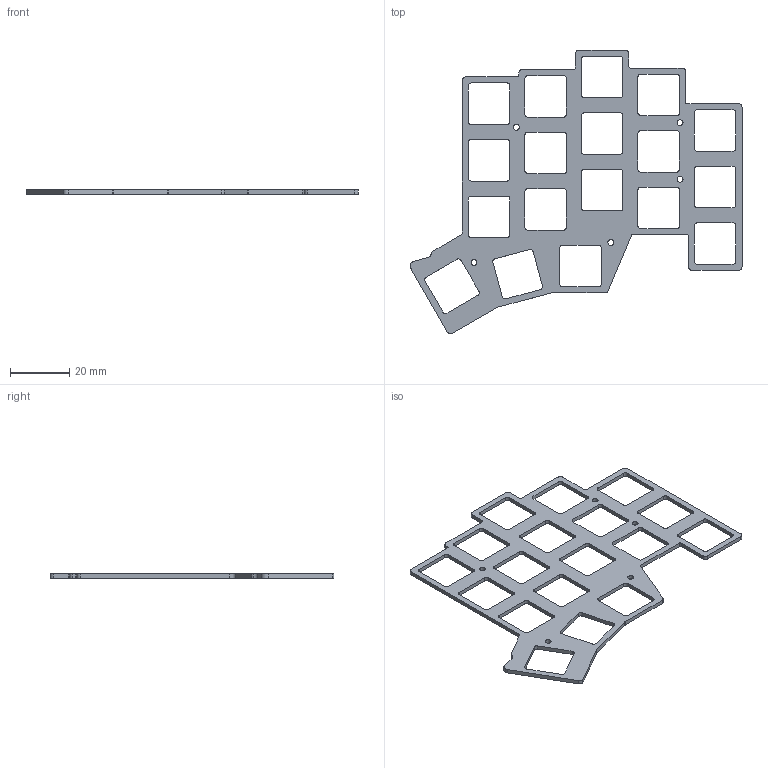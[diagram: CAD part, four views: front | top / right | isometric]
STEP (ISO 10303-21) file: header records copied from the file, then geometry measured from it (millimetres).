
FILE_DESCRIPTION(/* description */ (''),/* implementation_level */ '2;1');
FILE_NAME(/* name */ 'Kiwi 36 MX Switch Plate Right',/* time_stamp */ '2024-10-03T09:21:45+13:00',/* author */ (''),/* organization */ (''),/* preprocessor_version */ 'ST-DEVELOPER v16.5',/* originating_system */ 'Rhino 7.37',/* authorisation */ '');
FILE_SCHEMA (('AUTOMOTIVE_DESIGN_CC2'));
Length unit declared in the file: millimetre
Products named in the file (1): Document
Bounding box: 111.89 x 95.55 x 1.35 mm (x, y, z)
Volume: 4482.8 mm3; surface area: 8542 mm2
Topology: 1 solids, 1 shells, 194 faces, 576 edges, 384 vertices
Faces by surface type: cylinder 98, plane 95, bspline 1
Full cylindrical faces by diameter (mm): 2 x5
Entity records: 5725 total; most frequent: CARTESIAN_POINT 2323, ORIENTED_EDGE 1152, EDGE_CURVE 576, VERTEX_POINT 384, EDGE_LOOP 240, DIRECTION 197, AXIS2_PLACEMENT_3D 195, ADVANCED_FACE 194
